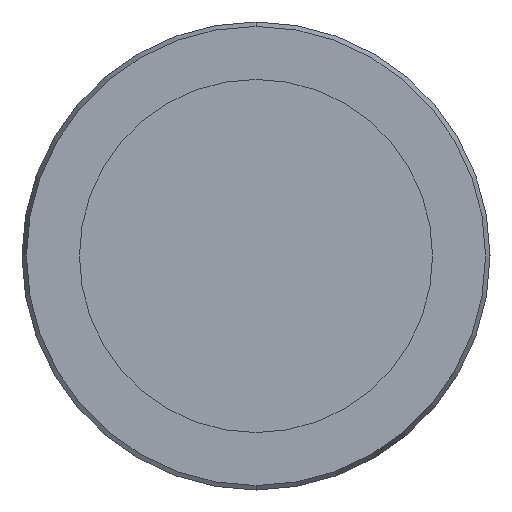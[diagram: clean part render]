
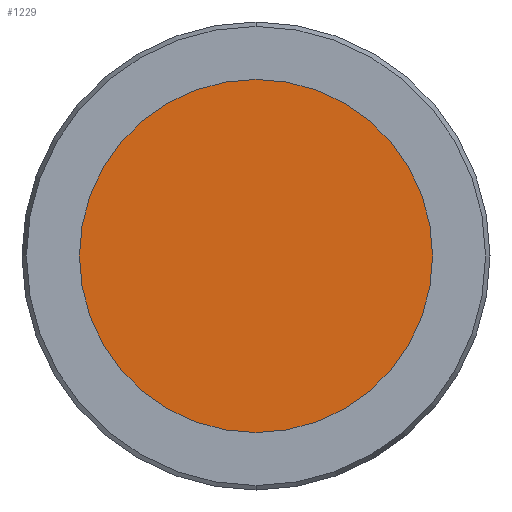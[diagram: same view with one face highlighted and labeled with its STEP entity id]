
A CAD part, front view. The second image highlights one B-rep face of the part: STEP entity #1229.
In plain terms, the highlighted planar face has unit normal (0, -1, 0).
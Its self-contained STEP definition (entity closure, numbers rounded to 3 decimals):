
#122 = ORIENTED_EDGE ( 'NONE', *, *, #791, .F. ) ;
#138 = ORIENTED_EDGE ( 'NONE', *, *, #343, .F. ) ;
#160 = DIRECTION ( 'NONE',  ( 0., 0., 1. ) ) ;
#323 = AXIS2_PLACEMENT_3D ( 'NONE', #1108, #997, #471 ) ;
#327 = AXIS2_PLACEMENT_3D ( 'NONE', #703, #916, #1243 ) ;
#343 = EDGE_CURVE ( 'NONE', #1026, #753, #538, .T. ) ;
#471 = DIRECTION ( 'NONE',  ( 0., 0., -1. ) ) ;
#518 = CARTESIAN_POINT ( 'NONE',  ( 0., 0.25, 7. ) ) ;
#538 = CIRCLE ( 'NONE', #327, 7. ) ;
#570 = PLANE ( 'NONE',  #323 ) ;
#703 = CARTESIAN_POINT ( 'NONE',  ( 0., 0.25, 0. ) ) ;
#753 = VERTEX_POINT ( 'NONE', #1008 ) ;
#775 = CIRCLE ( 'NONE', #1082, 7. ) ;
#776 = DIRECTION ( 'NONE',  ( 0., 1., 0. ) ) ;
#791 = EDGE_CURVE ( 'NONE', #753, #1026, #775, .T. ) ;
#916 = DIRECTION ( 'NONE',  ( 0., 1., 0. ) ) ;
#930 = EDGE_LOOP ( 'NONE', ( #138, #122 ) ) ;
#997 = DIRECTION ( 'NONE',  ( 0., -1., 0. ) ) ;
#1004 = CARTESIAN_POINT ( 'NONE',  ( 0., 0.25, 0. ) ) ;
#1008 = CARTESIAN_POINT ( 'NONE',  ( 0., 0.25, -7. ) ) ;
#1026 = VERTEX_POINT ( 'NONE', #518 ) ;
#1082 = AXIS2_PLACEMENT_3D ( 'NONE', #1004, #776, #160 ) ;
#1108 = CARTESIAN_POINT ( 'NONE',  ( -7., 0.25, 0. ) ) ;
#1165 = FACE_OUTER_BOUND ( 'NONE', #930, .T. ) ;
#1229 = ADVANCED_FACE ( 'NONE', ( #1165 ), #570, .T. ) ;
#1243 = DIRECTION ( 'NONE',  ( 0., 0., 1. ) ) ;
